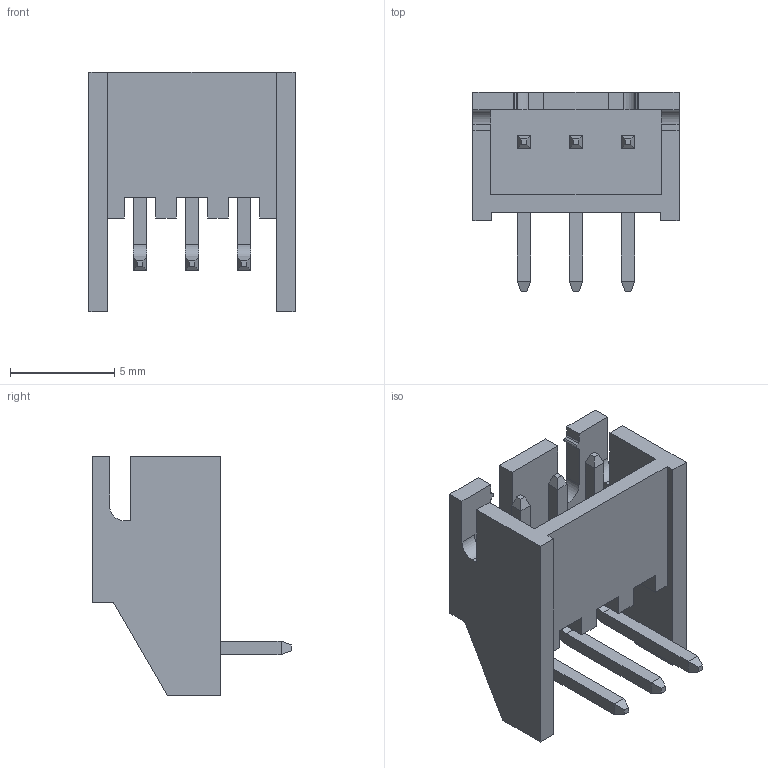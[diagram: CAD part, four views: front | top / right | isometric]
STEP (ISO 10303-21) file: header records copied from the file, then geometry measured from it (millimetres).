
FILE_DESCRIPTION (( 'STEP AP214' ), '1' );
FILE_NAME ('S3B-XH-A-LF--SN---3DModel-STEP-56544.STEP', '2021-10-07T12:45:44', ( '' ), ( '' ), 'SwSTEP 2.0', 'SolidWorks 2020', '' );
FILE_SCHEMA (( 'AUTOMOTIVE_DESIGN' ));
Length unit declared in the file: millimetre
Products named in the file (1): S3B-XH-A-LF--SN---3DModel-STEP-56544
Bounding box: 9.9 x 9.55 x 11.5 mm (x, y, z)
Volume: 254.4 mm3; surface area: 685.4 mm2
Topology: 4 solids, 4 shells, 126 faces, 330 edges, 212 vertices
Faces by surface type: plane 110, cylinder 16
Entity records: 3867 total; most frequent: CARTESIAN_POINT 669, ORIENTED_EDGE 660, DIRECTION 616, EDGE_CURVE 330, LINE 298, VECTOR 298, VERTEX_POINT 212, AXIS2_PLACEMENT_3D 159
